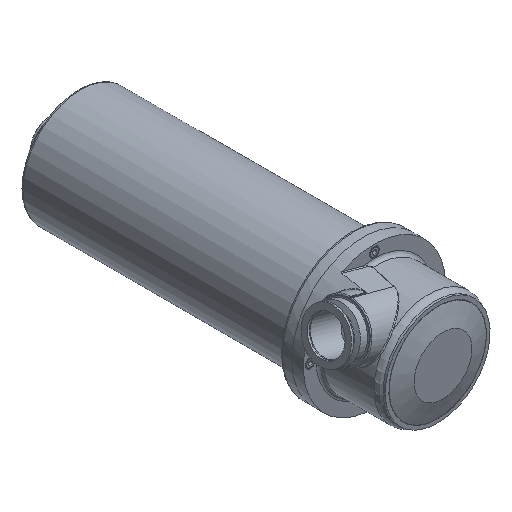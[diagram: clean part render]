
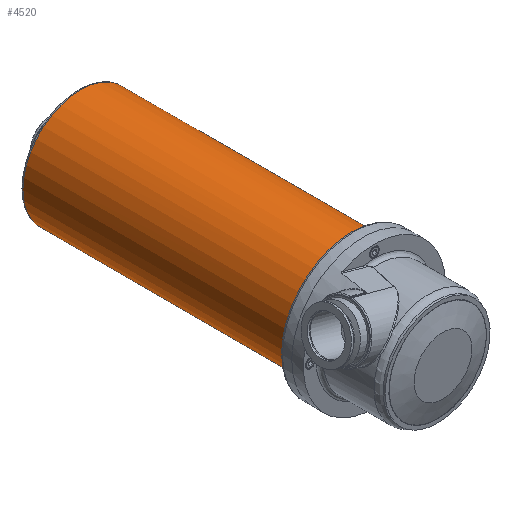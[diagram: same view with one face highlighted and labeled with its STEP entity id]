
A CAD part, isometric view. The second image highlights one B-rep face of the part: STEP entity #4520.
In plain terms, the highlighted cylindrical face has radius 65 mm (diameter 130 mm), a full revolution.
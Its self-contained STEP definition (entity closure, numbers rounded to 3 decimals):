
#4458=CARTESIAN_POINT('',(-65.,317.5,0.0));
#4459=VERTEX_POINT('',#4458);
#4460=CARTESIAN_POINT('',(0.0,317.5,0.0));
#4461=DIRECTION('',(0.0,1.0,0.0));
#4462=DIRECTION('',(1.0,0.0,0.0));
#4463=AXIS2_PLACEMENT_3D('',#4460,#4461,#4462);
#4464=CIRCLE('',#4463,65.);
#4465=EDGE_CURVE('',#4459,#4459,#4464,.T.);
#4501=CARTESIAN_POINT('',(0.0,166.5,0.0));
#4502=DIRECTION('',(0.0,1.0,0.0));
#4503=DIRECTION('',(-1.0,0.0,0.0));
#4504=AXIS2_PLACEMENT_3D('',#4501,#4502,#4503);
#4505=CYLINDRICAL_SURFACE('',#4504,65.);
#4506=CARTESIAN_POINT('',(-65.,21.,0.0));
#4507=VERTEX_POINT('',#4506);
#4508=CARTESIAN_POINT('',(0.0,21.,0.0));
#4509=DIRECTION('',(0.0,-1.0,0.0));
#4510=DIRECTION('',(1.0,0.0,0.0));
#4511=AXIS2_PLACEMENT_3D('',#4508,#4509,#4510);
#4512=CIRCLE('',#4511,65.);
#4513=EDGE_CURVE('',#4507,#4507,#4512,.T.);
#4514=ORIENTED_EDGE('',*,*,#4513,.F.);
#4515=EDGE_LOOP('',(#4514));
#4516=FACE_OUTER_BOUND('',#4515,.T.);
#4517=ORIENTED_EDGE('',*,*,#4465,.F.);
#4518=EDGE_LOOP('',(#4517));
#4519=FACE_BOUND('',#4518,.T.);
#4520=ADVANCED_FACE('',(#4516,#4519),#4505,.T.);
